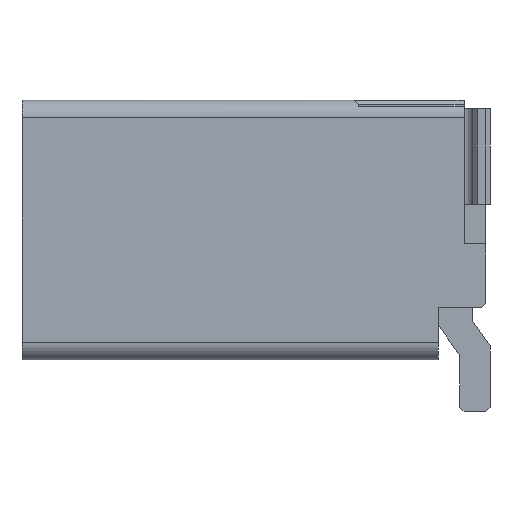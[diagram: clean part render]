
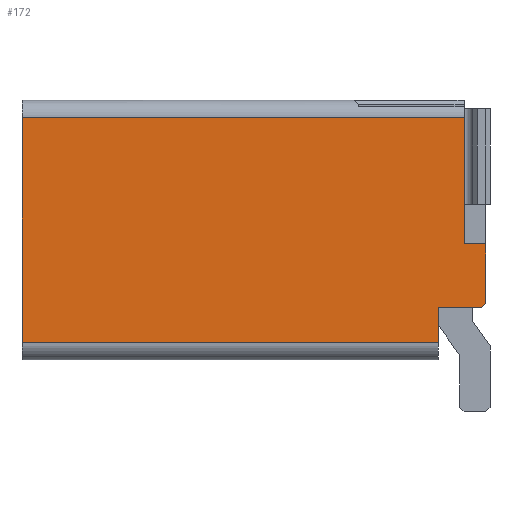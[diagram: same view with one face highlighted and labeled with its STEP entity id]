
A CAD part, left-side view. The second image highlights one B-rep face of the part: STEP entity #172.
In plain terms, the highlighted planar face has unit normal (-1, 0, 0).
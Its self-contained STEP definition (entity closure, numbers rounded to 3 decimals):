
#57 = ORIENTED_EDGE ( 'NONE', *, *, #3713, .T. ) ;
#172 = ADVANCED_FACE ( 'NONE', ( #6890 ), #1958, .T. ) ;
#178 = DIRECTION ( 'NONE',  ( 0., 0., 1. ) ) ;
#198 = CARTESIAN_POINT ( 'NONE',  ( -3., -2.68, -0.16 ) ) ;
#646 = CARTESIAN_POINT ( 'NONE',  ( -3., -2.43, 1.425 ) ) ;
#665 = EDGE_CURVE ( 'NONE', #1978, #5602, #6777, .T. ) ;
#1104 = EDGE_CURVE ( 'NONE', #1609, #5050, #4858, .T. ) ;
#1124 = VERTEX_POINT ( 'NONE', #6738 ) ;
#1127 = VECTOR ( 'NONE', #6227, 1000. ) ;
#1422 = CARTESIAN_POINT ( 'NONE',  ( -3., -2.43, -0.16 ) ) ;
#1442 = LINE ( 'NONE', #1518, #5763 ) ;
#1518 = CARTESIAN_POINT ( 'NONE',  ( -3., -2.13, -1.3 ) ) ;
#1609 = VERTEX_POINT ( 'NONE', #3786 ) ;
#1719 = EDGE_CURVE ( 'NONE', #7496, #2126, #1442, .T. ) ;
#1905 = VECTOR ( 'NONE', #3021, 1000. ) ;
#1940 = CARTESIAN_POINT ( 'NONE',  ( -3., 2.68, 1.3 ) ) ;
#1958 = PLANE ( 'NONE',  #2156 ) ;
#1960 = ORIENTED_EDGE ( 'NONE', *, *, #3999, .T. ) ;
#1978 = VERTEX_POINT ( 'NONE', #2514 ) ;
#1994 = CARTESIAN_POINT ( 'NONE',  ( -3., 2.68, -1.3 ) ) ;
#2041 = CARTESIAN_POINT ( 'NONE',  ( -3., 2.68, 1.3 ) ) ;
#2055 = CARTESIAN_POINT ( 'NONE',  ( -3., -2.68, -0.9 ) ) ;
#2126 = VERTEX_POINT ( 'NONE', #7463 ) ;
#2156 = AXIS2_PLACEMENT_3D ( 'NONE', #6802, #7416, #178 ) ;
#2461 = DIRECTION ( 'NONE',  ( 0., 1., 0. ) ) ;
#2504 = CARTESIAN_POINT ( 'NONE',  ( -3., -2.63, -0.9 ) ) ;
#2514 = CARTESIAN_POINT ( 'NONE',  ( -3., -2.68, -0.85 ) ) ;
#2552 = CARTESIAN_POINT ( 'NONE',  ( -3., -2.13, -0.9 ) ) ;
#2579 = CARTESIAN_POINT ( 'NONE',  ( -3., -1.765, -1.765 ) ) ;
#2602 = ORIENTED_EDGE ( 'NONE', *, *, #5878, .T. ) ;
#2839 = LINE ( 'NONE', #2552, #1905 ) ;
#2862 = ORIENTED_EDGE ( 'NONE', *, *, #4913, .T. ) ;
#2998 = VECTOR ( 'NONE', #3535, 1000. ) ;
#3021 = DIRECTION ( 'NONE',  ( 0., 0., 1. ) ) ;
#3076 = VECTOR ( 'NONE', #5611, 1000. ) ;
#3277 = CARTESIAN_POINT ( 'NONE',  ( -3., 2.68, -1.5 ) ) ;
#3346 = VERTEX_POINT ( 'NONE', #1422 ) ;
#3378 = DIRECTION ( 'NONE',  ( 0., 0., -1. ) ) ;
#3492 = LINE ( 'NONE', #646, #3678 ) ;
#3535 = DIRECTION ( 'NONE',  ( 0., 1., 0. ) ) ;
#3678 = VECTOR ( 'NONE', #5479, 1000. ) ;
#3713 = EDGE_CURVE ( 'NONE', #5602, #3346, #5722, .T. ) ;
#3729 = CARTESIAN_POINT ( 'NONE',  ( -3., -2.68, -0.16 ) ) ;
#3738 = ORIENTED_EDGE ( 'NONE', *, *, #5562, .T. ) ;
#3786 = CARTESIAN_POINT ( 'NONE',  ( -3., -2.43, 1.3 ) ) ;
#3827 = VECTOR ( 'NONE', #2461, 1000. ) ;
#3885 = EDGE_LOOP ( 'NONE', ( #7794, #5801, #2862, #3738, #1960, #4698, #57, #2602, #6983 ) ) ;
#3999 = EDGE_CURVE ( 'NONE', #5813, #1978, #6275, .T. ) ;
#4110 = EDGE_CURVE ( 'NONE', #5050, #7496, #6464, .T. ) ;
#4698 = ORIENTED_EDGE ( 'NONE', *, *, #665, .T. ) ;
#4858 = LINE ( 'NONE', #1940, #3827 ) ;
#4913 = EDGE_CURVE ( 'NONE', #2126, #1124, #2839, .T. ) ;
#5050 = VERTEX_POINT ( 'NONE', #2041 ) ;
#5479 = DIRECTION ( 'NONE',  ( 0., 0., 1. ) ) ;
#5562 = EDGE_CURVE ( 'NONE', #1124, #5813, #7166, .T. ) ;
#5602 = VERTEX_POINT ( 'NONE', #198 ) ;
#5611 = DIRECTION ( 'NONE',  ( 0., -0.707, 0.707 ) ) ;
#5625 = DIRECTION ( 'NONE',  ( 0., -1., 0. ) ) ;
#5722 = LINE ( 'NONE', #7842, #2998 ) ;
#5763 = VECTOR ( 'NONE', #7544, 1000. ) ;
#5800 = VECTOR ( 'NONE', #3378, 1000. ) ;
#5801 = ORIENTED_EDGE ( 'NONE', *, *, #1719, .T. ) ;
#5813 = VERTEX_POINT ( 'NONE', #2504 ) ;
#5878 = EDGE_CURVE ( 'NONE', #3346, #1609, #3492, .T. ) ;
#6227 = DIRECTION ( 'NONE',  ( 0., 0., 1. ) ) ;
#6275 = LINE ( 'NONE', #2579, #3076 ) ;
#6464 = LINE ( 'NONE', #3277, #5800 ) ;
#6738 = CARTESIAN_POINT ( 'NONE',  ( -3., -2.13, -0.9 ) ) ;
#6777 = LINE ( 'NONE', #3729, #1127 ) ;
#6780 = VECTOR ( 'NONE', #5625, 1000. ) ;
#6802 = CARTESIAN_POINT ( 'NONE',  ( -3., 0., 0. ) ) ;
#6890 = FACE_OUTER_BOUND ( 'NONE', #3885, .T. ) ;
#6983 = ORIENTED_EDGE ( 'NONE', *, *, #1104, .T. ) ;
#7166 = LINE ( 'NONE', #2055, #6780 ) ;
#7416 = DIRECTION ( 'NONE',  ( -1., 0., 0. ) ) ;
#7463 = CARTESIAN_POINT ( 'NONE',  ( -3., -2.13, -1.3 ) ) ;
#7496 = VERTEX_POINT ( 'NONE', #1994 ) ;
#7544 = DIRECTION ( 'NONE',  ( 0., -1., 0. ) ) ;
#7794 = ORIENTED_EDGE ( 'NONE', *, *, #4110, .T. ) ;
#7842 = CARTESIAN_POINT ( 'NONE',  ( -3., -2.43, -0.16 ) ) ;
